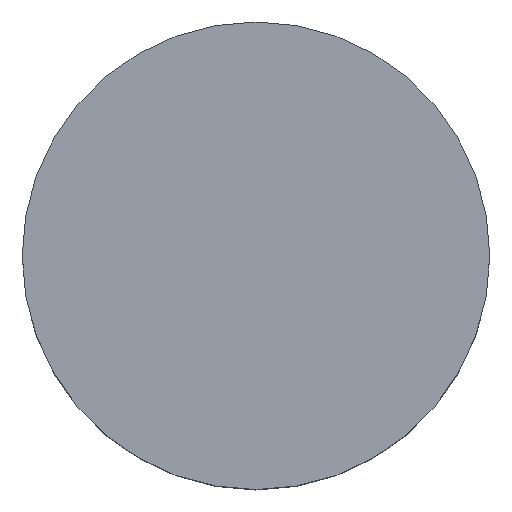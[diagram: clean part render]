
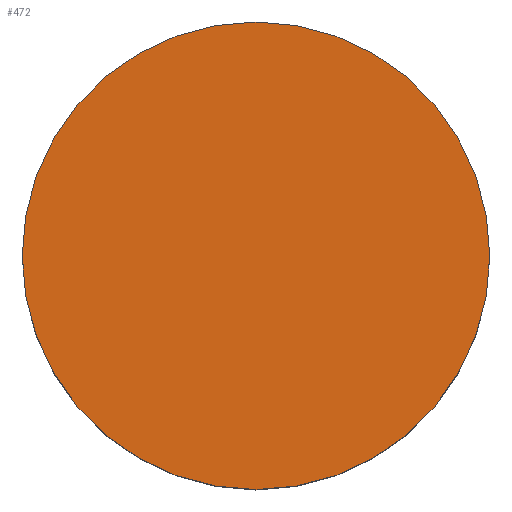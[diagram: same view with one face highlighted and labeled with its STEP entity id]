
A CAD part, top view. The second image highlights one B-rep face of the part: STEP entity #472.
In plain terms, the highlighted planar face has unit normal (0, 0, 1).
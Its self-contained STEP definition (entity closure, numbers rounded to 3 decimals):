
#188=CARTESIAN_POINT('',(0.,0.,60.));
#189=DIRECTION('',(0.,0.,1.));
#190=DIRECTION('',(1.,0.,0.));
#191=AXIS2_PLACEMENT_3D('',#188,#189,#190);
#193=CARTESIAN_POINT('',(0.,0.,60.));
#194=DIRECTION('',(0.,0.,1.));
#195=DIRECTION('',(-1.,0.,0.));
#196=AXIS2_PLACEMENT_3D('',#193,#194,#195);
#232=CARTESIAN_POINT('',(6.,0.,60.));
#233=CARTESIAN_POINT('',(-6.,0.,60.));
#234=VERTEX_POINT('',#232);
#235=VERTEX_POINT('',#233);
#461=CARTESIAN_POINT('',(0.,0.,60.));
#462=DIRECTION('',(0.,0.,1.));
#463=DIRECTION('',(1.,0.,0.));
#464=AXIS2_PLACEMENT_3D('',#461,#462,#463);
#465=PLANE('',#464);
#467=ORIENTED_EDGE('',*,*,#466,.F.);
#469=ORIENTED_EDGE('',*,*,#468,.F.);
#470=EDGE_LOOP('',(#467,#469));
#471=FACE_OUTER_BOUND('',#470,.F.);
#472=ADVANCED_FACE('',(#471),#465,.T.);
#192=CIRCLE('',#191,6.);
#197=CIRCLE('',#196,6.);
#466=EDGE_CURVE('',#234,#235,#192,.T.);
#468=EDGE_CURVE('',#235,#234,#197,.T.);
